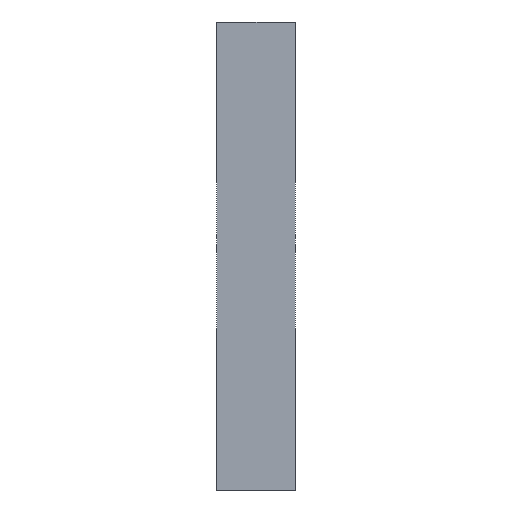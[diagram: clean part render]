
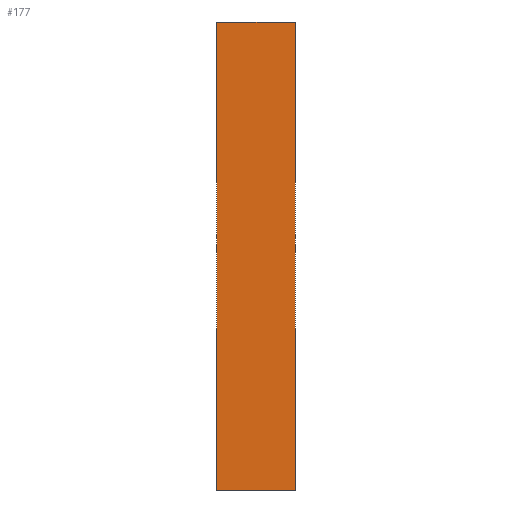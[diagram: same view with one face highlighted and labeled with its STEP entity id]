
A CAD part, left-side view. The second image highlights one B-rep face of the part: STEP entity #177.
In plain terms, the highlighted free-form (B-spline) face has degree [1, 1] with [2, 2] control points.
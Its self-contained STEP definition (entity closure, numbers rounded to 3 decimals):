
#177 = ADVANCED_FACE('',(#178),#208,.T.);
#178 = FACE_BOUND('',#179,.T.);
#179 = EDGE_LOOP('',(#180,#189,#196,#203));
#180 = ORIENTED_EDGE('',*,*,#181,.T.);
#181 = EDGE_CURVE('',#182,#184,#186,.T.);
#182 = VERTEX_POINT('',#183);
#183 = CARTESIAN_POINT('',(-78.267,0.,-8.126));
#184 = VERTEX_POINT('',#185);
#185 = CARTESIAN_POINT('',(-78.267,2.737,
    -8.126));
#186 = B_SPLINE_CURVE_WITH_KNOTS('',1,(#187,#188),.UNSPECIFIED.,.F.,.F.,
  (2,2),(0.,3.2),.PIECEWISE_BEZIER_KNOTS.);
#187 = CARTESIAN_POINT('',(-78.267,0.,-8.126));
#188 = CARTESIAN_POINT('',(-78.267,2.737,
    -8.126));
#189 = ORIENTED_EDGE('',*,*,#190,.T.);
#190 = EDGE_CURVE('',#184,#191,#193,.T.);
#191 = VERTEX_POINT('',#192);
#192 = CARTESIAN_POINT('',(-78.267,2.737,8.126
    ));
#193 = B_SPLINE_CURVE_WITH_KNOTS('',1,(#194,#195),.UNSPECIFIED.,.F.,.F.,
  (2,2),(0.,19.),.PIECEWISE_BEZIER_KNOTS.);
#194 = CARTESIAN_POINT('',(-78.267,2.737,
    -8.126));
#195 = CARTESIAN_POINT('',(-78.267,2.737,8.126
    ));
#196 = ORIENTED_EDGE('',*,*,#197,.T.);
#197 = EDGE_CURVE('',#191,#198,#200,.T.);
#198 = VERTEX_POINT('',#199);
#199 = CARTESIAN_POINT('',(-78.267,0.,8.126));
#200 = B_SPLINE_CURVE_WITH_KNOTS('',1,(#201,#202),.UNSPECIFIED.,.F.,.F.,
  (2,2),(0.,3.2),.PIECEWISE_BEZIER_KNOTS.);
#201 = CARTESIAN_POINT('',(-78.267,2.737,8.126
    ));
#202 = CARTESIAN_POINT('',(-78.267,0.,8.126));
#203 = ORIENTED_EDGE('',*,*,#204,.T.);
#204 = EDGE_CURVE('',#198,#182,#205,.T.);
#205 = B_SPLINE_CURVE_WITH_KNOTS('',1,(#206,#207),.UNSPECIFIED.,.F.,.F.,
  (2,2),(0.,19.),.PIECEWISE_BEZIER_KNOTS.);
#206 = CARTESIAN_POINT('',(-78.267,0.,8.126));
#207 = CARTESIAN_POINT('',(-78.267,0.,-8.126));
#208 = B_SPLINE_SURFACE_WITH_KNOTS('',1,1,(
    (#209,#210)
    ,(#211,#212)),.UNSPECIFIED.,.F.,.F.,.F.,(2,2),(2,2),(0.,1.),(0.,1.),
  .PIECEWISE_BEZIER_KNOTS.);
#209 = CARTESIAN_POINT('',(-78.267,0.,8.126));
#210 = CARTESIAN_POINT('',(-78.267,2.737,8.126
    ));
#211 = CARTESIAN_POINT('',(-78.267,0.,-8.126));
#212 = CARTESIAN_POINT('',(-78.267,2.737,
    -8.126));
